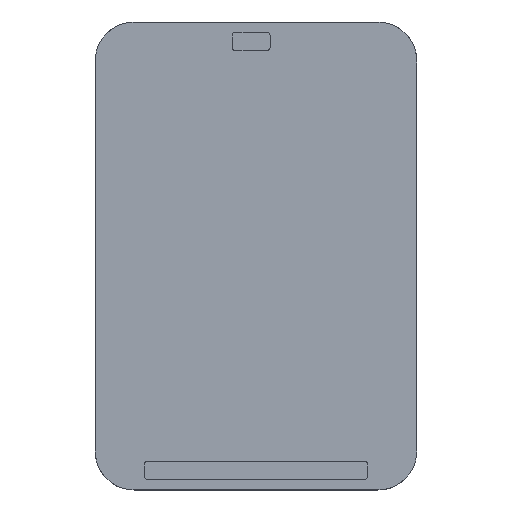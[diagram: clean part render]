
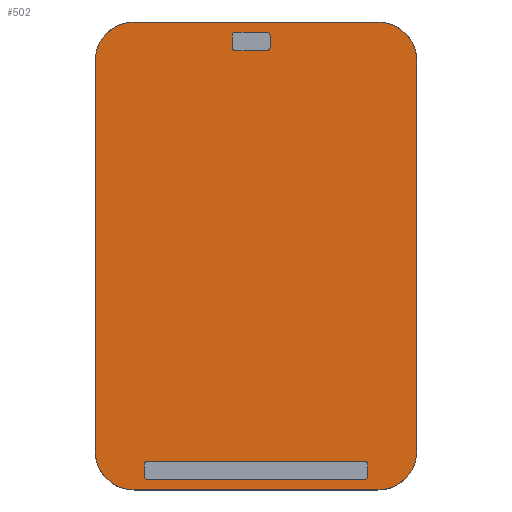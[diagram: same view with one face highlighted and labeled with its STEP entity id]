
A CAD part, top view. The second image highlights one B-rep face of the part: STEP entity #502.
In plain terms, the highlighted planar face has unit normal (0, 0, 1).
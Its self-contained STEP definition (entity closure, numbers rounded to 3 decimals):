
#19=FACE_BOUND('',#77,.T.);
#20=FACE_BOUND('',#78,.T.);
#48=FACE_OUTER_BOUND('',#76,.T.);
#76=EDGE_LOOP('',(#395,#396,#397,#398,#399,#400,#401,#402));
#77=EDGE_LOOP('',(#403,#404,#405,#406,#407,#408,#409,#410));
#78=EDGE_LOOP('',(#411,#412,#413,#414,#415,#416,#417,#418));
#102=LINE('',#779,#150);
#106=LINE('',#789,#154);
#112=LINE('',#807,#160);
#115=LINE('',#816,#163);
#119=LINE('',#827,#167);
#120=LINE('',#833,#168);
#121=LINE('',#837,#169);
#122=LINE('',#841,#170);
#123=LINE('',#844,#171);
#124=LINE('',#845,#172);
#125=LINE('',#846,#173);
#126=LINE('',#847,#174);
#150=VECTOR('',#620,10.);
#154=VECTOR('',#630,10.);
#160=VECTOR('',#650,10.);
#163=VECTOR('',#659,10.);
#167=VECTOR('',#673,10.);
#168=VECTOR('',#678,10.);
#169=VECTOR('',#681,10.);
#170=VECTOR('',#684,10.);
#171=VECTOR('',#687,10.);
#172=VECTOR('',#688,10.);
#173=VECTOR('',#689,10.);
#174=VECTOR('',#690,10.);
#195=CIRCLE('',#540,1.);
#196=CIRCLE('',#543,1.);
#197=CIRCLE('',#546,1.);
#198=CIRCLE('',#548,1.);
#199=CIRCLE('',#550,1.);
#200=CIRCLE('',#553,1.);
#201=CIRCLE('',#556,1.);
#202=CIRCLE('',#558,1.);
#203=CIRCLE('',#561,10.);
#204=CIRCLE('',#562,10.);
#205=CIRCLE('',#563,10.);
#206=CIRCLE('',#564,10.);
#223=VERTEX_POINT('',#771);
#224=VERTEX_POINT('',#773);
#225=VERTEX_POINT('',#777);
#226=VERTEX_POINT('',#781);
#227=VERTEX_POINT('',#783);
#228=VERTEX_POINT('',#787);
#229=VERTEX_POINT('',#791);
#230=VERTEX_POINT('',#795);
#231=VERTEX_POINT('',#799);
#232=VERTEX_POINT('',#801);
#233=VERTEX_POINT('',#805);
#234=VERTEX_POINT('',#809);
#235=VERTEX_POINT('',#811);
#236=VERTEX_POINT('',#815);
#237=VERTEX_POINT('',#819);
#238=VERTEX_POINT('',#823);
#239=VERTEX_POINT('',#829);
#240=VERTEX_POINT('',#830);
#241=VERTEX_POINT('',#832);
#242=VERTEX_POINT('',#834);
#243=VERTEX_POINT('',#836);
#244=VERTEX_POINT('',#838);
#245=VERTEX_POINT('',#840);
#246=VERTEX_POINT('',#842);
#272=EDGE_CURVE('',#223,#224,#195,.F.);
#275=EDGE_CURVE('',#223,#225,#102,.T.);
#277=EDGE_CURVE('',#226,#227,#196,.F.);
#280=EDGE_CURVE('',#226,#228,#106,.T.);
#282=EDGE_CURVE('',#229,#225,#197,.F.);
#284=EDGE_CURVE('',#230,#228,#198,.F.);
#286=EDGE_CURVE('',#231,#232,#199,.F.);
#289=EDGE_CURVE('',#231,#233,#112,.T.);
#291=EDGE_CURVE('',#234,#235,#200,.F.);
#293=EDGE_CURVE('',#236,#235,#115,.T.);
#295=EDGE_CURVE('',#236,#237,#201,.F.);
#298=EDGE_CURVE('',#238,#233,#202,.F.);
#299=EDGE_CURVE('',#234,#232,#119,.T.);
#300=EDGE_CURVE('',#239,#240,#203,.T.);
#301=EDGE_CURVE('',#240,#241,#120,.T.);
#302=EDGE_CURVE('',#241,#242,#204,.T.);
#303=EDGE_CURVE('',#242,#243,#121,.T.);
#304=EDGE_CURVE('',#243,#244,#205,.T.);
#305=EDGE_CURVE('',#244,#245,#122,.T.);
#306=EDGE_CURVE('',#245,#246,#206,.T.);
#307=EDGE_CURVE('',#246,#239,#123,.T.);
#308=EDGE_CURVE('',#230,#224,#124,.T.);
#309=EDGE_CURVE('',#229,#227,#125,.T.);
#310=EDGE_CURVE('',#238,#237,#126,.T.);
#395=ORIENTED_EDGE('',*,*,#300,.T.);
#396=ORIENTED_EDGE('',*,*,#301,.T.);
#397=ORIENTED_EDGE('',*,*,#302,.T.);
#398=ORIENTED_EDGE('',*,*,#303,.T.);
#399=ORIENTED_EDGE('',*,*,#304,.T.);
#400=ORIENTED_EDGE('',*,*,#305,.T.);
#401=ORIENTED_EDGE('',*,*,#306,.T.);
#402=ORIENTED_EDGE('',*,*,#307,.T.);
#403=ORIENTED_EDGE('',*,*,#308,.T.);
#404=ORIENTED_EDGE('',*,*,#272,.F.);
#405=ORIENTED_EDGE('',*,*,#275,.T.);
#406=ORIENTED_EDGE('',*,*,#282,.F.);
#407=ORIENTED_EDGE('',*,*,#309,.T.);
#408=ORIENTED_EDGE('',*,*,#277,.F.);
#409=ORIENTED_EDGE('',*,*,#280,.T.);
#410=ORIENTED_EDGE('',*,*,#284,.F.);
#411=ORIENTED_EDGE('',*,*,#289,.T.);
#412=ORIENTED_EDGE('',*,*,#298,.F.);
#413=ORIENTED_EDGE('',*,*,#310,.T.);
#414=ORIENTED_EDGE('',*,*,#295,.F.);
#415=ORIENTED_EDGE('',*,*,#293,.T.);
#416=ORIENTED_EDGE('',*,*,#291,.F.);
#417=ORIENTED_EDGE('',*,*,#299,.T.);
#418=ORIENTED_EDGE('',*,*,#286,.F.);
#478=PLANE('',#560);
#502=ADVANCED_FACE('',(#48,#19,#20),#478,.T.);
#540=AXIS2_PLACEMENT_3D('',#774,#614,#615);
#543=AXIS2_PLACEMENT_3D('',#784,#624,#625);
#546=AXIS2_PLACEMENT_3D('',#793,#634,#635);
#548=AXIS2_PLACEMENT_3D('',#797,#639,#640);
#550=AXIS2_PLACEMENT_3D('',#802,#644,#645);
#553=AXIS2_PLACEMENT_3D('',#812,#654,#655);
#556=AXIS2_PLACEMENT_3D('',#820,#663,#664);
#558=AXIS2_PLACEMENT_3D('',#825,#669,#670);
#560=AXIS2_PLACEMENT_3D('',#828,#674,#675);
#561=AXIS2_PLACEMENT_3D('',#831,#676,#677);
#562=AXIS2_PLACEMENT_3D('',#835,#679,#680);
#563=AXIS2_PLACEMENT_3D('',#839,#682,#683);
#564=AXIS2_PLACEMENT_3D('',#843,#685,#686);
#614=DIRECTION('center_axis',(0.,0.,-1.));
#615=DIRECTION('ref_axis',(0.707,0.707,0.));
#620=DIRECTION('',(0.,-1.,0.));
#624=DIRECTION('center_axis',(0.,0.,-1.));
#625=DIRECTION('ref_axis',(-0.707,-0.707,0.));
#630=DIRECTION('',(0.,1.,0.));
#634=DIRECTION('center_axis',(0.,0.,-1.));
#635=DIRECTION('ref_axis',(0.707,-0.707,0.));
#639=DIRECTION('center_axis',(0.,0.,-1.));
#640=DIRECTION('ref_axis',(-0.707,0.707,0.));
#644=DIRECTION('center_axis',(0.,0.,-1.));
#645=DIRECTION('ref_axis',(0.707,-0.707,0.));
#650=DIRECTION('',(-1.,0.,0.));
#654=DIRECTION('center_axis',(0.,0.,-1.));
#655=DIRECTION('ref_axis',(0.707,0.707,0.));
#659=DIRECTION('',(1.,0.,0.));
#663=DIRECTION('center_axis',(0.,0.,-1.));
#664=DIRECTION('ref_axis',(-0.707,0.707,0.));
#669=DIRECTION('center_axis',(0.,0.,-1.));
#670=DIRECTION('ref_axis',(-0.707,-0.707,0.));
#673=DIRECTION('',(0.,-1.,0.));
#674=DIRECTION('center_axis',(0.,0.,1.));
#675=DIRECTION('ref_axis',(1.,0.,0.));
#676=DIRECTION('center_axis',(0.,0.,1.));
#677=DIRECTION('ref_axis',(1.,0.,0.));
#678=DIRECTION('',(-1.,0.,0.));
#679=DIRECTION('center_axis',(0.,0.,1.));
#680=DIRECTION('ref_axis',(0.,1.,0.));
#681=DIRECTION('',(0.,-1.,0.));
#682=DIRECTION('center_axis',(0.,0.,1.));
#683=DIRECTION('ref_axis',(-1.,0.,0.));
#684=DIRECTION('',(1.,0.,0.));
#685=DIRECTION('center_axis',(0.,0.,1.));
#686=DIRECTION('ref_axis',(0.,-1.,0.));
#687=DIRECTION('',(0.,1.,0.));
#688=DIRECTION('',(1.,0.,0.));
#689=DIRECTION('',(-1.,0.,0.));
#690=DIRECTION('',(0.,1.,0.));
#771=CARTESIAN_POINT('',(34.9,106.4,10.));
#773=CARTESIAN_POINT('',(33.9,107.4,10.));
#774=CARTESIAN_POINT('Origin',(33.9,106.4,10.));
#777=CARTESIAN_POINT('',(34.9,103.6,10.));
#779=CARTESIAN_POINT('',(34.9,76.25,10.));
#781=CARTESIAN_POINT('',(25.1,103.6,10.));
#783=CARTESIAN_POINT('',(26.1,102.6,10.));
#784=CARTESIAN_POINT('Origin',(26.1,103.6,10.));
#787=CARTESIAN_POINT('',(25.1,106.4,10.));
#789=CARTESIAN_POINT('',(25.1,78.75,10.));
#791=CARTESIAN_POINT('',(33.9,102.6,10.));
#793=CARTESIAN_POINT('Origin',(33.9,103.6,10.));
#795=CARTESIAN_POINT('',(26.1,107.4,10.));
#797=CARTESIAN_POINT('Origin',(26.1,106.4,10.));
#799=CARTESIAN_POINT('',(58.9,-7.4,10.));
#801=CARTESIAN_POINT('',(59.9,-6.4,10.));
#802=CARTESIAN_POINT('Origin',(58.9,-6.4,10.));
#805=CARTESIAN_POINT('',(3.6,-7.4,10.));
#807=CARTESIAN_POINT('',(17.375,-7.4,10.));
#809=CARTESIAN_POINT('',(59.9,-3.6,10.));
#811=CARTESIAN_POINT('',(58.9,-2.6,10.));
#812=CARTESIAN_POINT('Origin',(58.9,-3.6,10.));
#815=CARTESIAN_POINT('',(3.6,-2.6,10.));
#816=CARTESIAN_POINT('',(45.125,-2.6,10.));
#819=CARTESIAN_POINT('',(2.6,-3.6,10.));
#820=CARTESIAN_POINT('Origin',(3.6,-3.6,10.));
#823=CARTESIAN_POINT('',(2.6,-6.4,10.));
#825=CARTESIAN_POINT('Origin',(3.6,-6.4,10.));
#827=CARTESIAN_POINT('',(59.9,21.75,10.));
#828=CARTESIAN_POINT('Origin',(31.25,50.,10.));
#829=CARTESIAN_POINT('',(72.5,100.,10.));
#830=CARTESIAN_POINT('',(62.5,110.,10.));
#831=CARTESIAN_POINT('Origin',(62.5,100.,10.));
#832=CARTESIAN_POINT('',(0.,110.,10.));
#833=CARTESIAN_POINT('',(62.5,110.,10.));
#834=CARTESIAN_POINT('',(-10.,100.,10.));
#835=CARTESIAN_POINT('Origin',(0.,100.,10.));
#836=CARTESIAN_POINT('',(-10.,0.,10.));
#837=CARTESIAN_POINT('',(-10.,100.,10.));
#838=CARTESIAN_POINT('',(0.,-10.,10.));
#839=CARTESIAN_POINT('Origin',(0.,0.,
10.));
#840=CARTESIAN_POINT('',(62.5,-10.,10.));
#841=CARTESIAN_POINT('',(0.,-10.,10.));
#842=CARTESIAN_POINT('',(72.5,0.,10.));
#843=CARTESIAN_POINT('Origin',(62.5,0.,10.));
#844=CARTESIAN_POINT('',(72.5,0.,10.));
#845=CARTESIAN_POINT('',(33.125,107.4,10.));
#846=CARTESIAN_POINT('',(28.125,102.6,10.));
#847=CARTESIAN_POINT('',(2.6,23.25,10.));
